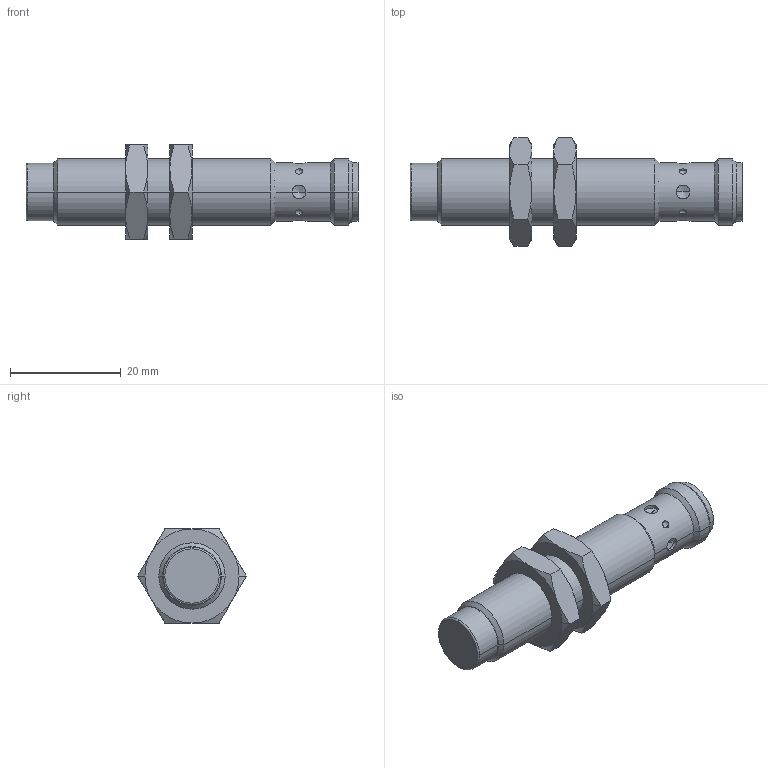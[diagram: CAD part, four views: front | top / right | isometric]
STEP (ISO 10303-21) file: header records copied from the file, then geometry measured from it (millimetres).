
FILE_DESCRIPTION (( 'STEP AP214' ), '1' );
FILE_NAME ('GF854S.STEP', '2025-02-21T11:12:56', ( '' ), ( '' ), 'SwSTEP 2.0', 'SolidWorks 2024', '' );
FILE_SCHEMA (( 'AUTOMOTIVE_DESIGN' ));
Length unit declared in the file: millimetre
Products named in the file (1): GF854S
Bounding box: 60 x 19.63 x 17 mm (x, y, z)
Volume: 7048.8 mm3; surface area: 3941.1 mm2
Topology: 3 solids, 3 shells, 119 faces, 279 edges, 162 vertices
Faces by surface type: cone 58, cylinder 25, plane 23, sphere 8, torus 5
Entity records: 3463 total; most frequent: CARTESIAN_POINT 933, DIRECTION 530, ORIENTED_EDGE 518, EDGE_CURVE 259, AXIS2_PLACEMENT_3D 225, VERTEX_POINT 154, EDGE_LOOP 131, ADVANCED_FACE 119
